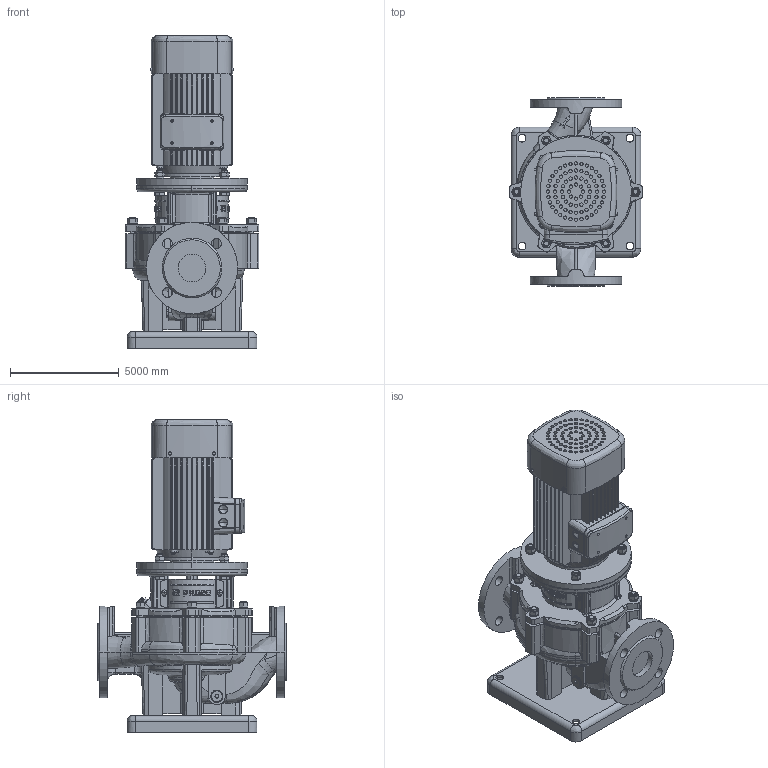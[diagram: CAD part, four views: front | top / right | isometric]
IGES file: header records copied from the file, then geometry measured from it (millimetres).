
Global section: file name: 015P2008; native system: AutoCAD 2021 — Русский (Russian),62HAutod; preprocessor: esk Translation Framework DWG producer (atf_dwg_producer); organization: unknown; date: 20230321.220414; units: inch
Bounding box: 6146.8 x 8636 x 14351 mm (x, y, z)
Volume: 183266253095.2 mm3; surface area: 1005255605.5 mm2
Topology: 52 solids, 53 shells, 4352 faces, 13915 edges, 10088 vertices
Faces by surface type: bspline 4234, revolution 118
